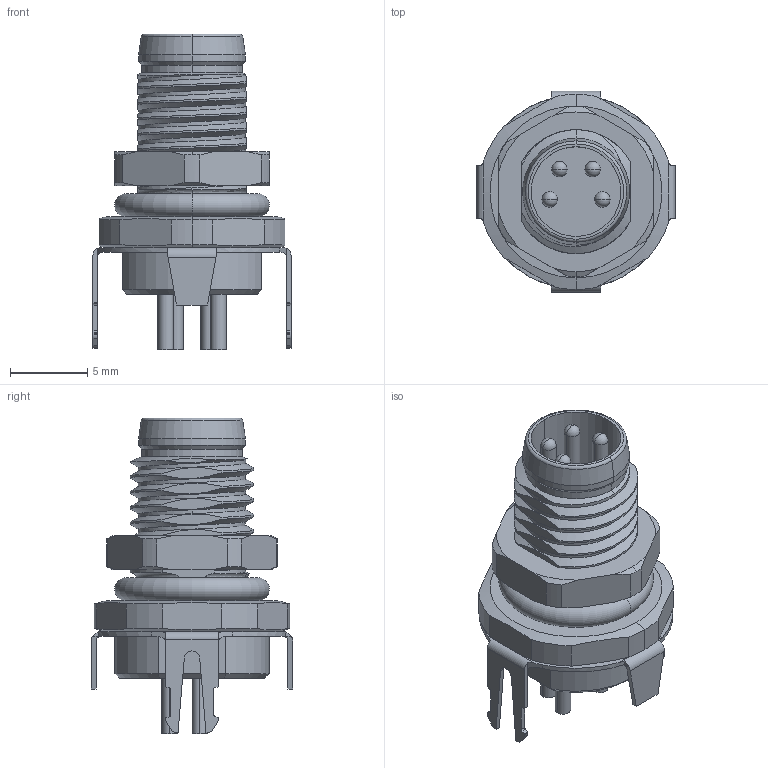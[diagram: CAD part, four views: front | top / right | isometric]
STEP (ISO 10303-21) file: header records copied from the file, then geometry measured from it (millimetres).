
FILE_DESCRIPTION (( 'STEP AP214' ), '1' );
FILE_NAME ('M8.MLE.PNLREAR.4POS.STR PCBSHLD.STEP', '2022-07-10T16:43:18', ( '' ), ( '' ), 'SwSTEP 2.0', 'SolidWorks 2019', '' );
FILE_SCHEMA (( 'AUTOMOTIVE_DESIGN' ));
Length unit declared in the file: millimetre
Products named in the file (1): M8.MLE.PNLREAR.4POS.STR PCBSHLD
Bounding box: 12.8 x 13 x 20.4 mm (x, y, z)
Volume: 1003.4 mm3; surface area: 1948.1 mm2
Topology: 15 solids, 15 shells, 270 faces, 695 edges, 447 vertices
Faces by surface type: plane 118, cylinder 98, cone 28, bspline 11, sphere 8, torus 7
Entity records: 11818 total; most frequent: CARTESIAN_POINT 5295, ORIENTED_EDGE 1358, DIRECTION 1255, EDGE_CURVE 679, AXIS2_PLACEMENT_3D 466, VERTEX_POINT 439, LINE 323, VECTOR 323
